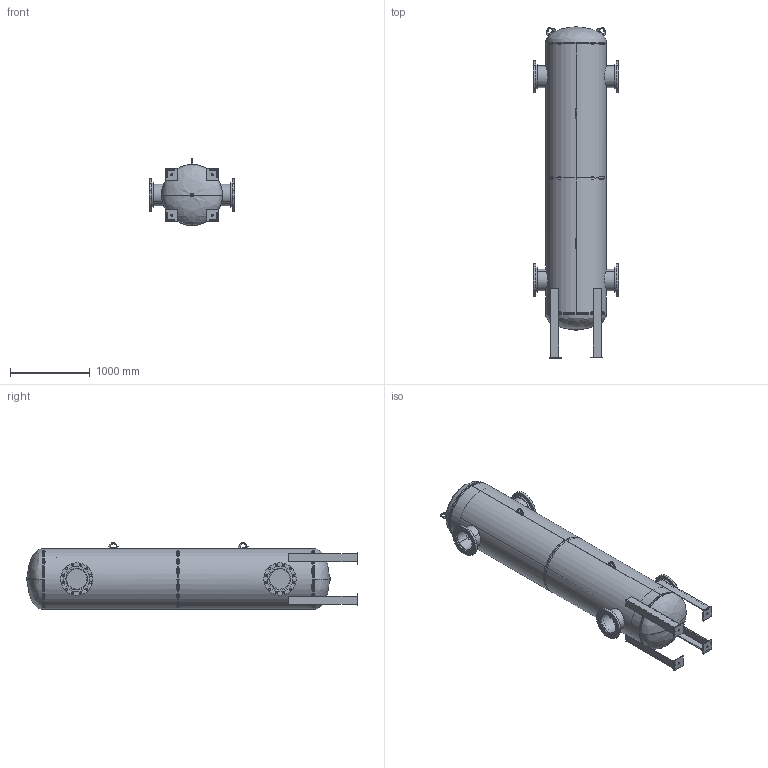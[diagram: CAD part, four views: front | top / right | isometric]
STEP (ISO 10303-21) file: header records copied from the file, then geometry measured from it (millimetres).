
FILE_DESCRIPTION (( 'STEP AP203' ), '1' );
FILE_NAME ('PSAV-10.STEP', '2021-03-15T13:03:44', ( '' ), ( '' ), 'SwSTEP 2.0', 'SolidWorks 2021', '' );
FILE_SCHEMA (( 'CONFIG_CONTROL_DESIGN' ));
Length unit declared in the file: inch
Products named in the file (20): 99T1907; 99J1754; 9100321_34; PSAV-10; 9200190; 9400542; 99J0076; 9100178_11; BACKING RINGS, .250 X 1.5 SA-36_29.670; 9461110; 9500050; 99J0079; 99J0080; 9800814; 9500030; 99B0542; 9301130_7; 99B0538; 99A0135
Assembly tree (41 placements, depth 3):
  PSAV-10
    99B0542
    99B0538
    9200190
    9200190
    9500030
    9500050
    9461110  x4
    9301130_7  x4
    99A0135  x2
      99J0076
      99J0079
      99J0080
      9800814
      9100178_11
    99J1754  x2
    9400542  x4
    BACKING RINGS, .250 X 1.5 SA-36_29.670
    99T1907  x4
    9100321_34  x4
Bounding box: 1066.8 x 4159.25 x 838.58 mm (x, y, z)
Volume: 78947628.7 mm3; surface area: 41889848 mm2
Topology: 49 solids, 49 shells, 798 faces, 1804 edges, 1112 vertices
Faces by surface type: cylinder 394, plane 276, torus 96, bspline 16, cone 16
Full cylindrical faces by diameter (mm): 200.762 x4, 203.2 x4, 267.437 x2, 269.875 x2, 740.918 x1, 753.618 x1
Entity records: 17379 total; most frequent: CARTESIAN_POINT 7871, DIRECTION 1573, ORIENTED_EDGE 1286, AXIS2_PLACEMENT_3D 646, EDGE_CURVE 643, VERTEX_POINT 394, EDGE_LOOP 339, CIRCLE 330
